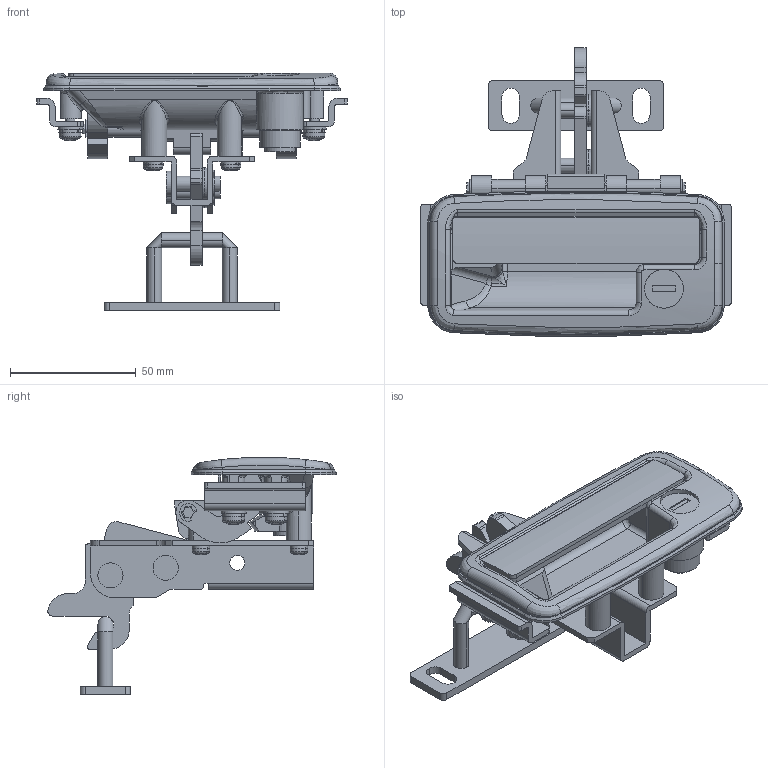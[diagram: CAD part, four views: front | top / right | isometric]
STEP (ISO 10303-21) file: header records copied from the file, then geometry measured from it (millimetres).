
FILE_DESCRIPTION (( 'STEP AP203' ), '1' );
FILE_NAME ('A-885-B-2-1.STEP', '2020-02-17T05:03:02', ( '' ), ( '' ), 'SwSTEP 2.0', 'SolidWorks 2018', '' );
FILE_SCHEMA (( 'CONFIG_CONTROL_DESIGN' ));
Length unit declared in the file: millimetre
Products named in the file (23): A-885-B-2-1_十字穴付小ねじ_内径基準ver1.02__M5x10十字穴付なべ小ねじ(鉄)ダブルセムス(P3); A-885-B-2-1_E形止め輪ver1.00__E形止め輪 呼び3.2(SUS); A-885-B-2-1_僼儗乕儉Assy_; A-885-B-2-1_ストッパー_; A-885-B-2-1_受金具_; A-885-B-2-1_ハンドル_; A-885-B-2-1_止メ金_; A-885-B-2-1_ラチェット_; A-885-B-2-1_スペーサー_; A-885-B-2-1_シャフト_; A-885-B-2-1_ローター_; A-885-B-2-1_フレーム_; A-885-B-2-1_本体_; A-885-B-2-1; A-885-B-2-1_E形止め輪ver1.00__E形止め輪 呼び5(SUS); A-885-B-2-1_十字穴付小ねじ_内径基準ver1.02__M4x6十字穴付トラス小ねじ(SUS); A-885-B-2-1_儘乕僞乕Assy_; A-885-B-2-1_パッキン_; A-885-B-2-1_十字穴付小ねじ_内径基準ver1.02__M4x10十字穴付なべ小ねじ(鉄)SWシングルセムス(P2); A-885-B-2-1_ラッチ_; A-885-B-2-1_六角シャフト_; A-885-B-2-1_カム_; A-885-B-2-1_平ワッシャー_
Assembly tree (36 placements, depth 3):
  A-885-B-2-1
    A-885-B-2-1_本体_
    A-885-B-2-1_ハンドル_
    A-885-B-2-1_カム_
    A-885-B-2-1_止メ金_  x2
    A-885-B-2-1_パッキン_
    A-885-B-2-1_六角シャフト_
    A-885-B-2-1_E形止め輪ver1.00__E形止め輪 呼び3.2(SUS)  x2
    A-885-B-2-1_十字穴付小ねじ_内径基準ver1.02__M4x10十字穴付なべ小ねじ(鉄)SWシングルセムス(P2)  x4
    A-885-B-2-1_スペーサー_  x2
    A-885-B-2-1_十字穴付小ねじ_内径基準ver1.02__M5x10十字穴付なべ小ねじ(鉄)ダブルセムス(P3)  x4
    A-885-B-2-1_僼儗乕儉Assy_
      A-885-B-2-1_フレーム_
      A-885-B-2-1_ラッチ_
      A-885-B-2-1_シャフト_  x2
      A-885-B-2-1_E形止め輪ver1.00__E形止め輪 呼び5(SUS)  x2
      A-885-B-2-1_平ワッシャー_  x4
      A-885-B-2-1_ラチェット_
    A-885-B-2-1_儘乕僞乕Assy_
      A-885-B-2-1_ローター_
      A-885-B-2-1_ストッパー_
      A-885-B-2-1_十字穴付小ねじ_内径基準ver1.02__M4x6十字穴付トラス小ねじ(SUS)
    A-885-B-2-1_受金具_
Bounding box: 123.6 x 114.75 x 94.5 mm (x, y, z)
Volume: 91851.4 mm3; surface area: 79803.9 mm2
Topology: 34 solids, 34 shells, 1282 faces, 3340 edges, 2148 vertices
Faces by surface type: plane 581, cylinder 504, cone 76, torus 51, bspline 49, sphere 21
Entity records: 34104 total; most frequent: CARTESIAN_POINT 8756, DIRECTION 4779, ORIENTED_EDGE 4718, EDGE_CURVE 2359, AXIS2_PLACEMENT_3D 1734, VERTEX_POINT 1522, VECTOR 1311, LINE 1311
